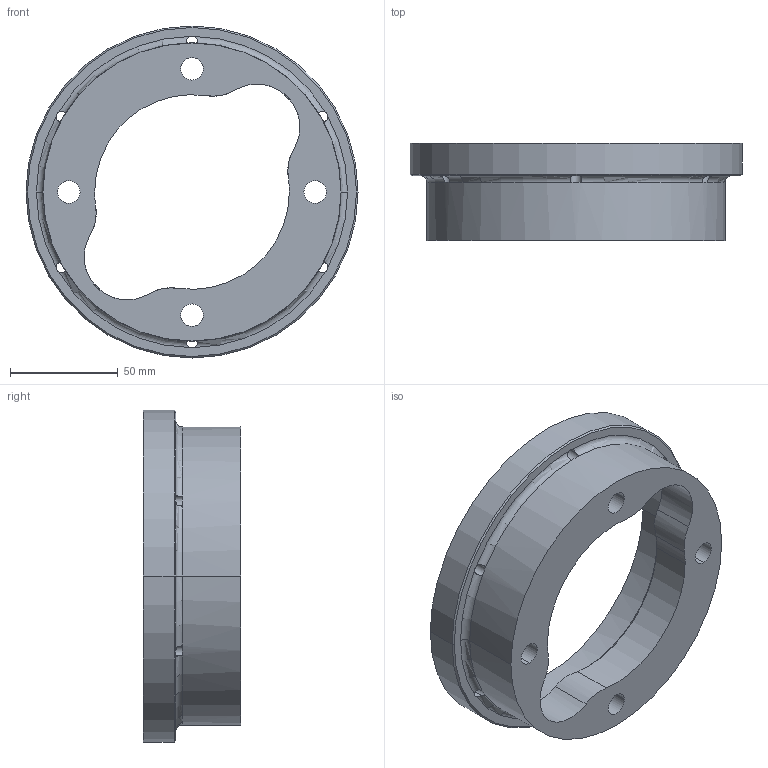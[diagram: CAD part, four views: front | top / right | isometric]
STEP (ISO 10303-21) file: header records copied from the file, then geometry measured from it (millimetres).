
FILE_DESCRIPTION(('CATIA V5 STEP Exchange'),'2;1');
FILE_NAME('Moyeu disque flottant CP4136-208_evo_2.stp','2019-01-10T21:15:17+00:00',('none'),('none'),'CATIA Version 5-6 Release 2017','CATIA V5 STEP AP203','none');
FILE_SCHEMA(('CONFIG_CONTROL_DESIGN'));
Length unit declared in the file: millimetre
Products named in the file (1): Moyeu disque flottant CP4136-208
Bounding box: 154 x 45 x 154 mm (x, y, z)
Volume: 263905.6 mm3; surface area: 60527 mm2
Topology: 1 solids, 1 shells, 65 faces, 194 edges, 122 vertices
Faces by surface type: cylinder 36, torus 12, plane 11, cone 6
Entity records: 2277 total; most frequent: CARTESIAN_POINT 682, ORIENTED_EDGE 388, DIRECTION 214, EDGE_CURVE 194, AXIS2_PLACEMENT_3D 146, VERTEX_POINT 122, CIRCLE 116, EDGE_LOOP 78
